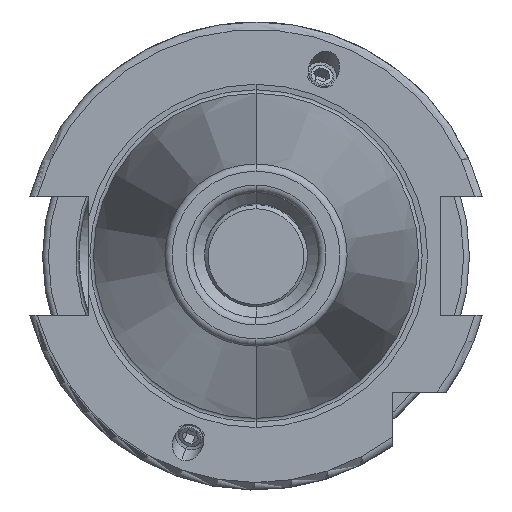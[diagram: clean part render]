
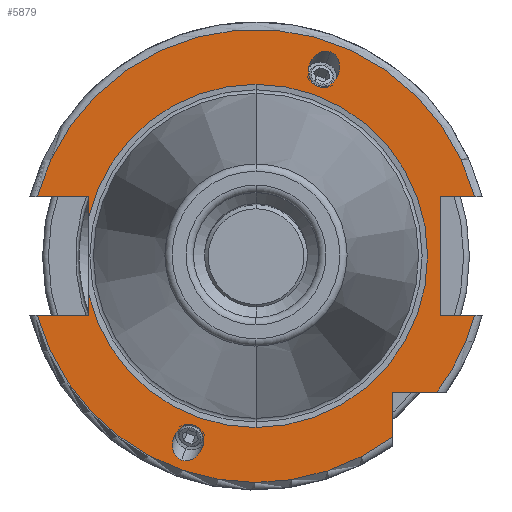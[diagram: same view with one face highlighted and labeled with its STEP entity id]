
A CAD part, top view. The second image highlights one B-rep face of the part: STEP entity #5879.
In plain terms, the highlighted planar face has unit normal (0, 0, 1).
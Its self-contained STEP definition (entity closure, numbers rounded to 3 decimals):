
#1902=DIRECTION('',(1,0,0));
#1903=VECTOR('',#1902,7.004);
#1904=CARTESIAN_POINT('',(-29.704,-8.05,18.1));
#1905=LINE('',#1904,#1903);
#1906=DIRECTION('',(0,1,0));
#1907=VECTOR('',#1906,2.753);
#1908=CARTESIAN_POINT('',(-22.7,-8.05,18.1));
#1909=LINE('',#1908,#1907);
#1910=DIRECTION('',(0,1,0));
#1911=VECTOR('',#1910,2.753);
#1912=CARTESIAN_POINT('',(-22.7,5.297,18.1));
#1913=LINE('',#1912,#1911);
#1914=DIRECTION('',(1,0,0));
#1915=VECTOR('',#1914,7.004);
#1916=CARTESIAN_POINT('',(-29.704,8.05,18.1));
#1917=LINE('',#1916,#1915);
#1918=DIRECTION('',(-1,0,0));
#1919=VECTOR('',#1918,4.704);
#1920=CARTESIAN_POINT('',(29.704,8.05,18.1));
#1921=LINE('',#1920,#1919);
#1922=DIRECTION('',(0,-1,0));
#1923=VECTOR('',#1922,16.1);
#1924=CARTESIAN_POINT('',(25,8.05,18.1));
#1925=LINE('',#1924,#1923);
#1926=DIRECTION('',(-1,0,0));
#1927=VECTOR('',#1926,4.704);
#1928=CARTESIAN_POINT('',(29.704,-8.05,18.1));
#1929=LINE('',#1928,#1927);
#1930=CARTESIAN_POINT('',(0,0,18.1));
#1931=DIRECTION('',(0,0,1));
#1932=DIRECTION('',(0.799,-0.601,0));
#1933=AXIS2_PLACEMENT_3D('',#1930,#1931,#1932);
#1935=DIRECTION('',(-1,0,0));
#1936=VECTOR('',#1935,6.094);
#1937=CARTESIAN_POINT('',(24.594,-18.5,18.1));
#1938=LINE('',#1937,#1936);
#1939=DIRECTION('',(0,1,0));
#1940=VECTOR('',#1939,6.094);
#1941=CARTESIAN_POINT('',(18.5,-24.594,18.1));
#1942=LINE('',#1941,#1940);
#1943=CARTESIAN_POINT('',(10.09,27.723,18.1));
#1944=CARTESIAN_POINT('',(9.863,27.806,18.1));
#1945=CARTESIAN_POINT('',(9.337,27.884,18.1));
#1946=CARTESIAN_POINT('',(8.455,27.594,18.1));
#1947=CARTESIAN_POINT('',(7.834,27.033,18.1));
#1948=CARTESIAN_POINT('',(7.483,26.49,18.1));
#1949=CARTESIAN_POINT('',(7.298,26.077,18.1));
#1950=CARTESIAN_POINT('',(7.174,25.641,18.1));
#1951=CARTESIAN_POINT('',(7.094,25.,18.1));
#1952=CARTESIAN_POINT('',(7.208,24.17,18.1));
#1953=CARTESIAN_POINT('',(7.698,23.381,18.1));
#1954=CARTESIAN_POINT('',(8.152,23.103,18.1));
#1955=CARTESIAN_POINT('',(8.379,23.02,18.1));
#1957=CARTESIAN_POINT('',(8.379,23.02,18.1));
#1958=CARTESIAN_POINT('',(8.606,22.937,18.1));
#1959=CARTESIAN_POINT('',(9.133,22.859,18.1));
#1960=CARTESIAN_POINT('',(10.014,23.149,18.1));
#1961=CARTESIAN_POINT('',(10.635,23.711,18.1));
#1962=CARTESIAN_POINT('',(10.986,24.253,18.1));
#1963=CARTESIAN_POINT('',(11.171,24.667,18.1));
#1964=CARTESIAN_POINT('',(11.295,25.103,18.1));
#1965=CARTESIAN_POINT('',(11.375,25.744,18.1));
#1966=CARTESIAN_POINT('',(11.261,26.573,18.1));
#1967=CARTESIAN_POINT('',(10.771,27.362,18.1));
#1968=CARTESIAN_POINT('',(10.318,27.641,18.1));
#1969=CARTESIAN_POINT('',(10.09,27.723,18.1));
#1971=CARTESIAN_POINT('',(-10.09,-27.723,18.1));
#1972=CARTESIAN_POINT('',(-10.318,-27.641,18.1));
#1973=CARTESIAN_POINT('',(-10.771,-27.362,18.1));
#1974=CARTESIAN_POINT('',(-11.261,-26.573,18.1));
#1975=CARTESIAN_POINT('',(-11.375,-25.744,18.1));
#1976=CARTESIAN_POINT('',(-11.295,-25.103,18.1));
#1977=CARTESIAN_POINT('',(-11.171,-24.667,18.1));
#1978=CARTESIAN_POINT('',(-10.986,-24.253,18.1));
#1979=CARTESIAN_POINT('',(-10.635,-23.711,18.1));
#1980=CARTESIAN_POINT('',(-10.014,-23.149,18.1));
#1981=CARTESIAN_POINT('',(-9.133,-22.859,18.1));
#1982=CARTESIAN_POINT('',(-8.606,-22.937,18.1));
#1983=CARTESIAN_POINT('',(-8.379,-23.02,18.1));
#1985=CARTESIAN_POINT('',(-8.379,-23.02,18.1));
#1986=CARTESIAN_POINT('',(-8.152,-23.103,18.1));
#1987=CARTESIAN_POINT('',(-7.698,-23.381,18.1));
#1988=CARTESIAN_POINT('',(-7.208,-24.17,18.1));
#1989=CARTESIAN_POINT('',(-7.094,-25.,18.1));
#1990=CARTESIAN_POINT('',(-7.174,-25.641,18.1));
#1991=CARTESIAN_POINT('',(-7.298,-26.077,18.1));
#1992=CARTESIAN_POINT('',(-7.483,-26.49,18.1));
#1993=CARTESIAN_POINT('',(-7.834,-27.033,18.1));
#1994=CARTESIAN_POINT('',(-8.455,-27.594,18.1));
#1995=CARTESIAN_POINT('',(-9.337,-27.884,18.1));
#1996=CARTESIAN_POINT('',(-9.863,-27.806,18.1));
#1997=CARTESIAN_POINT('',(-10.09,-27.723,18.1));
#2007=CARTESIAN_POINT('',(0,0,18.1));
#2008=DIRECTION('',(0,0,1));
#2009=DIRECTION('',(0,1,0));
#2010=AXIS2_PLACEMENT_3D('',#2007,#2008,#2009);
#2020=CARTESIAN_POINT('',(0,0,18.1));
#2021=DIRECTION('',(0,0,1));
#2022=DIRECTION('',(-0.974,-0.227,0));
#2023=AXIS2_PLACEMENT_3D('',#2020,#2021,#2022);
#2025=CARTESIAN_POINT('',(0,0,18.1));
#2026=DIRECTION('',(0,0,-1));
#2027=DIRECTION('',(0,1,0));
#2028=AXIS2_PLACEMENT_3D('',#2025,#2026,#2027);
#2623=CARTESIAN_POINT('',(0,0,18.1));
#2624=DIRECTION('',(0,0,1));
#2625=DIRECTION('',(0.965,0.262,0));
#2626=AXIS2_PLACEMENT_3D('',#2623,#2624,#2625);
#2674=CARTESIAN_POINT('',(0,0,18.1));
#2675=DIRECTION('',(0,0,1));
#2676=DIRECTION('',(-0.965,-0.262,0));
#2677=AXIS2_PLACEMENT_3D('',#2674,#2675,#2676);
#3445=CARTESIAN_POINT('',(-29.704,-8.05,18.1));
#3446=CARTESIAN_POINT('',(-22.7,-8.05,18.1));
#3447=VERTEX_POINT('',#3445);
#3448=VERTEX_POINT('',#3446);
#3449=CARTESIAN_POINT('',(-22.7,-5.297,18.1));
#3450=VERTEX_POINT('',#3449);
#3451=CARTESIAN_POINT('',(-22.7,5.297,18.1));
#3452=CARTESIAN_POINT('',(-22.7,8.05,18.1));
#3453=VERTEX_POINT('',#3451);
#3454=VERTEX_POINT('',#3452);
#3455=CARTESIAN_POINT('',(-29.704,8.05,18.1));
#3456=VERTEX_POINT('',#3455);
#3457=CARTESIAN_POINT('',(25,8.05,18.1));
#3458=CARTESIAN_POINT('',(25,-8.05,18.1));
#3459=VERTEX_POINT('',#3457);
#3460=VERTEX_POINT('',#3458);
#3461=CARTESIAN_POINT('',(29.704,-8.05,18.1));
#3462=VERTEX_POINT('',#3461);
#3463=CARTESIAN_POINT('',(29.704,8.05,18.1));
#3464=VERTEX_POINT('',#3463);
#3465=CARTESIAN_POINT('',(18.5,-24.594,18.1));
#3466=CARTESIAN_POINT('',(18.5,-18.5,18.1));
#3467=VERTEX_POINT('',#3465);
#3468=VERTEX_POINT('',#3466);
#3469=CARTESIAN_POINT('',(24.594,-18.5,18.1));
#3470=VERTEX_POINT('',#3469);
#3519=VERTEX_POINT('',#1943);
#3520=VERTEX_POINT('',#1955);
#3556=CARTESIAN_POINT('',(-10.09,-27.723,18.1));
#3558=VERTEX_POINT('',#3556);
#3559=CARTESIAN_POINT('',(-8.379,-23.02,18.1));
#3560=VERTEX_POINT('',#3559);
#3593=CARTESIAN_POINT('',(0,23.31,18.1));
#3594=VERTEX_POINT('',#3593);
#3595=CARTESIAN_POINT('',(0,-23.31,18.1));
#3596=VERTEX_POINT('',#3595);
#5839=CARTESIAN_POINT('',(0,0,18.1));
#5840=DIRECTION('',(0,0,-1));
#5841=DIRECTION('',(0,-1,0));
#5842=AXIS2_PLACEMENT_3D('',#5839,#5840,#5841);
#5843=PLANE('',#5842);
#5844=ORIENTED_EDGE('',*,*,#5017,.T.);
#5845=ORIENTED_EDGE('',*,*,#5065,.T.);
#5847=ORIENTED_EDGE('',*,*,#5846,.T.);
#5849=ORIENTED_EDGE('',*,*,#5848,.F.);
#5851=ORIENTED_EDGE('',*,*,#5850,.T.);
#5852=ORIENTED_EDGE('',*,*,#5061,.T.);
#5853=ORIENTED_EDGE('',*,*,#5117,.F.);
#5855=ORIENTED_EDGE('',*,*,#5854,.F.);
#5856=ORIENTED_EDGE('',*,*,#5794,.T.);
#5857=ORIENTED_EDGE('',*,*,#5827,.T.);
#5858=ORIENTED_EDGE('',*,*,#5180,.F.);
#5860=ORIENTED_EDGE('',*,*,#5859,.F.);
#5861=ORIENTED_EDGE('',*,*,#5526,.T.);
#5862=ORIENTED_EDGE('',*,*,#5437,.F.);
#5864=ORIENTED_EDGE('',*,*,#5863,.F.);
#5865=EDGE_LOOP('',(#5844,#5845,#5847,#5849,#5851,#5852,#5853,#5855,#5856,#5857,
#5858,#5860,#5861,#5862,#5864));
#5866=FACE_OUTER_BOUND('',#5865,.F.);
#5868=ORIENTED_EDGE('',*,*,#5867,.T.);
#5870=ORIENTED_EDGE('',*,*,#5869,.T.);
#5871=EDGE_LOOP('',(#5868,#5870));
#5872=FACE_BOUND('',#5871,.F.);
#5874=ORIENTED_EDGE('',*,*,#5873,.F.);
#5876=ORIENTED_EDGE('',*,*,#5875,.F.);
#5877=EDGE_LOOP('',(#5874,#5876));
#5878=FACE_BOUND('',#5877,.F.);
#5879=ADVANCED_FACE('',(#5866,#5872,#5878),#5843,.F.);
#1934=CIRCLE('',#1933,30.775);
#1956=B_SPLINE_CURVE_WITH_KNOTS('',3,(#1943,#1944,#1945,#1946,#1947,#1948,#1949,
#1950,#1951,#1952,#1953,#1954,#1955),.UNSPECIFIED.,.F.,.F.,(4,1,1,1,1,1,1,1,1,1,
4),(0,0.125,0.25,0.375,0.438,0.5,0.563,0.625,0.75,0.875,
1.0),.UNSPECIFIED.);
#1970=B_SPLINE_CURVE_WITH_KNOTS('',3,(#1957,#1958,#1959,#1960,#1961,#1962,#1963,
#1964,#1965,#1966,#1967,#1968,#1969),.UNSPECIFIED.,.F.,.F.,(4,1,1,1,1,1,1,1,1,1,
4),(0,0.125,0.25,0.375,0.438,0.5,0.563,0.625,0.75,0.875,
1.0),.UNSPECIFIED.);
#1984=B_SPLINE_CURVE_WITH_KNOTS('',3,(#1971,#1972,#1973,#1974,#1975,#1976,#1977,
#1978,#1979,#1980,#1981,#1982,#1983),.UNSPECIFIED.,.F.,.F.,(4,1,1,1,1,1,1,1,1,1,
4),(0,0.125,0.25,0.375,0.438,0.5,0.563,0.625,0.75,0.875,
1.0),.UNSPECIFIED.);
#1998=B_SPLINE_CURVE_WITH_KNOTS('',3,(#1985,#1986,#1987,#1988,#1989,#1990,#1991,
#1992,#1993,#1994,#1995,#1996,#1997),.UNSPECIFIED.,.F.,.F.,(4,1,1,1,1,1,1,1,1,1,
4),(0,0.125,0.25,0.375,0.438,0.5,0.563,0.625,0.75,0.875,
1.0),.UNSPECIFIED.);
#2011=CIRCLE('',#2010,23.31);
#2024=CIRCLE('',#2023,23.31);
#2029=CIRCLE('',#2028,23.31);
#2627=CIRCLE('',#2626,30.775);
#2678=CIRCLE('',#2677,30.775);
#5017=EDGE_CURVE('',#3447,#3448,#1905,.T.);
#5061=EDGE_CURVE('',#3453,#3454,#1913,.T.);
#5065=EDGE_CURVE('',#3448,#3450,#1909,.T.);
#5117=EDGE_CURVE('',#3456,#3454,#1917,.T.);
#5180=EDGE_CURVE('',#3462,#3460,#1929,.T.);
#5437=EDGE_CURVE('',#3467,#3468,#1942,.T.);
#5526=EDGE_CURVE('',#3470,#3468,#1938,.T.);
#5794=EDGE_CURVE('',#3464,#3459,#1921,.T.);
#5827=EDGE_CURVE('',#3459,#3460,#1925,.T.);
#5846=EDGE_CURVE('',#3450,#3596,#2024,.T.);
#5848=EDGE_CURVE('',#3594,#3596,#2029,.T.);
#5850=EDGE_CURVE('',#3594,#3453,#2011,.T.);
#5854=EDGE_CURVE('',#3464,#3456,#2627,.T.);
#5859=EDGE_CURVE('',#3470,#3462,#1934,.T.);
#5863=EDGE_CURVE('',#3447,#3467,#2678,.T.);
#5867=EDGE_CURVE('',#3519,#3520,#1956,.T.);
#5869=EDGE_CURVE('',#3520,#3519,#1970,.T.);
#5873=EDGE_CURVE('',#3558,#3560,#1984,.T.);
#5875=EDGE_CURVE('',#3560,#3558,#1998,.T.);
